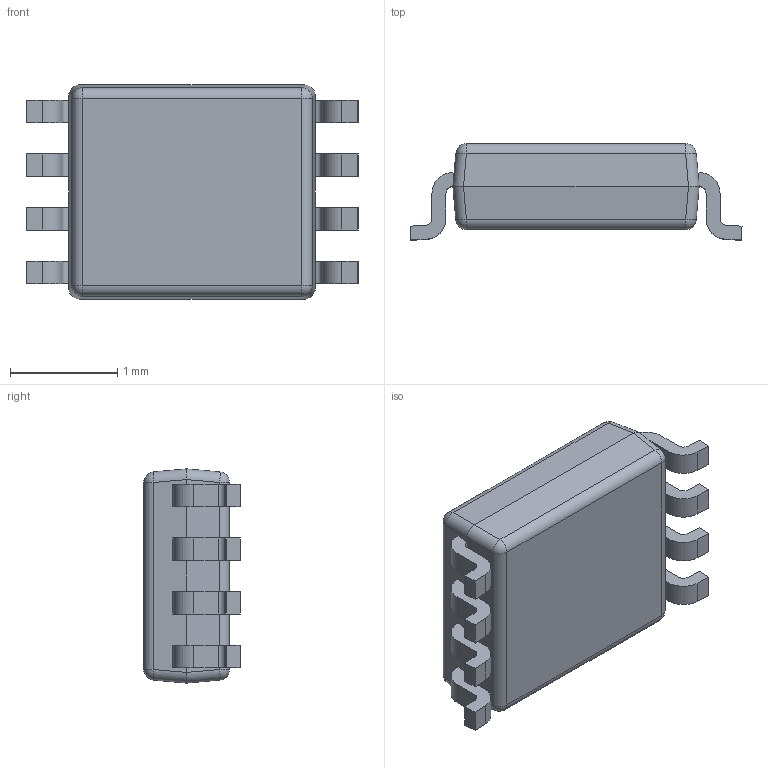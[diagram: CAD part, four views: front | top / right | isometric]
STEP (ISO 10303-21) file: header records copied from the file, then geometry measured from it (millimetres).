
FILE_DESCRIPTION(('FreeCAD Model'),'2;1');
FILE_NAME('Open CASCADE Shape Model','2024-01-26T16:25:40',(''),(''), 'Open CASCADE STEP processor 7.6','FreeCAD','Unknown');
FILE_SCHEMA(('AUTOMOTIVE_DESIGN { 1 0 10303 214 1 1 1 1 }'));
Length unit declared in the file: millimetre
Products named in the file (1): TXU0202DCUR
Bounding box: 3.1 x 0.9 x 2 mm (x, y, z)
Volume: 3.7 mm3; surface area: 19.7 mm2
Topology: 10 solids, 10 shells, 145 faces, 1036 edges, 2960 vertices
Faces by surface type: plane 85, cylinder 52, sphere 8
Entity records: 13599 total; most frequent: CARTESIAN_POINT 4338, DIRECTION 1588, LINE 720, VECTOR 720, GEOMETRIC_CURVE_SET 689, ORIENTED_EDGE 680, TRIMMED_CURVE 680, AXIS2_PLACEMENT_3D 434
